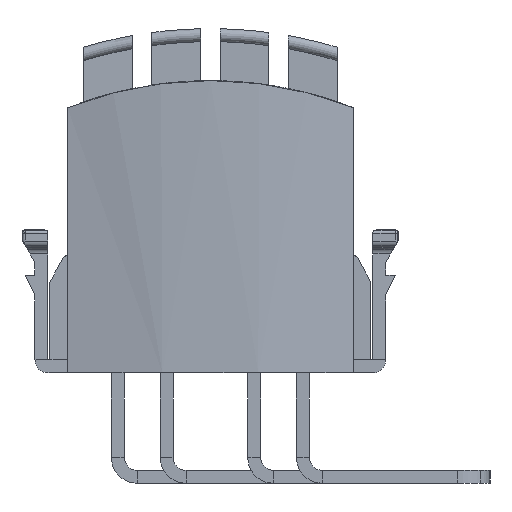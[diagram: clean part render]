
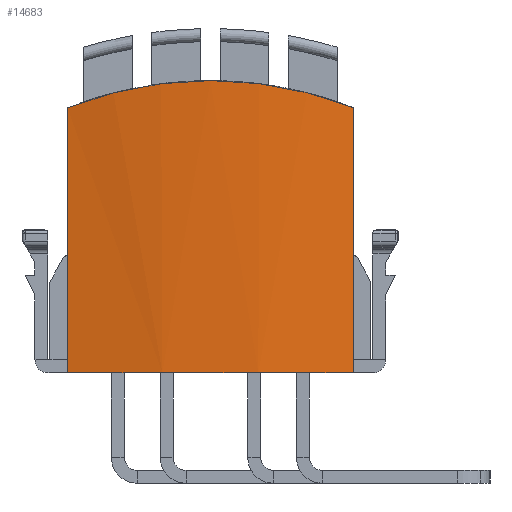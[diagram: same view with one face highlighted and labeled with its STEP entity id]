
A CAD part, left-side view. The second image highlights one B-rep face of the part: STEP entity #14683.
In plain terms, the highlighted cylindrical face has radius 100 mm (diameter 200 mm), a partial arc.
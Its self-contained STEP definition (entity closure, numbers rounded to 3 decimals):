
#14683=ADVANCED_FACE('',(#29855),#29856,.T.);
#29855=FACE_OUTER_BOUND('',#47049,.T.);
#29856=CYLINDRICAL_SURFACE('',#47050,100.0);
#47049=EDGE_LOOP('',(#93798,#93799,#93800,#93801,#93802));
#47050=AXIS2_PLACEMENT_3D('',#93803,#93804,#93805);
#93798=ORIENTED_EDGE('',*,*,#97768,.F.);
#93799=ORIENTED_EDGE('',*,*,#99027,.F.);
#93800=ORIENTED_EDGE('',*,*,#99026,.F.);
#93801=ORIENTED_EDGE('',*,*,#97871,.F.);
#93802=ORIENTED_EDGE('',*,*,#100439,.F.);
#93803=CARTESIAN_POINT('',(100.0,43.05,17.));
#93804=DIRECTION('',(0.0,0.0,-1.0));
#93805=DIRECTION('',(0.975,0.22,0.0));
#97768=EDGE_CURVE('',#118929,#118931,#118932,.T.);
#97871=EDGE_CURVE('',#119134,#119136,#119137,.T.);
#99026=EDGE_CURVE('',#119136,#120935,#120936,.T.);
#99027=EDGE_CURVE('',#120935,#118929,#120937,.T.);
#100439=EDGE_CURVE('',#118931,#119134,#123630,.T.);
#118929=VERTEX_POINT('',#148916);
#118931=VERTEX_POINT('',#148919);
#118932=LINE('',#148920,#148921);
#119134=VERTEX_POINT('',#149223);
#119136=VERTEX_POINT('',#149226);
#119137=LINE('',#149227,#149228);
#120935=VERTEX_POINT('',#153302);
#120936=B_SPLINE_CURVE_WITH_KNOTS('',3,(#153303,#153304,#153305,#153306,#153307,#153308),.UNSPECIFIED.,.F.,.F.,(4,2,4),(0.,0.5,1.0),.UNSPECIFIED.);
#120937=B_SPLINE_CURVE_WITH_KNOTS('',3,(#153309,#153310,#153311,#153312,#153313,#153314),.UNSPECIFIED.,.F.,.F.,(4,2,4),(0.0,0.5,1.0),.UNSPECIFIED.);
#123630=CIRCLE('',#159813,100.0);
#148916=CARTESIAN_POINT('',(2.45,21.05,57.821));
#148919=CARTESIAN_POINT('',(2.45,21.05,17.));
#148920=CARTESIAN_POINT('',(2.45,21.05,17.));
#148921=VECTOR('',#206408,1.0);
#149223=CARTESIAN_POINT('',(2.45,65.05,17.));
#149226=CARTESIAN_POINT('',(2.45,65.05,57.821));
#149227=CARTESIAN_POINT('',(2.45,65.05,17.));
#149228=VECTOR('',#206510,1.0);
#153302=CARTESIAN_POINT('',(0.0,43.05,62.));
#153303=CARTESIAN_POINT('',(2.45,65.05,57.821));
#153304=CARTESIAN_POINT('',(1.668,61.581,59.188));
#153305=CARTESIAN_POINT('',(1.057,58.012,60.225));
#153306=CARTESIAN_POINT('',(0.222,50.669,61.632));
#153307=CARTESIAN_POINT('',(0.0,46.863,62.));
#153308=CARTESIAN_POINT('',(0.0,43.05,62.));
#153309=CARTESIAN_POINT('',(0.0,43.05,62.));
#153310=CARTESIAN_POINT('',(0.0,39.235,62.));
#153311=CARTESIAN_POINT('',(0.217,35.494,61.64));
#153312=CARTESIAN_POINT('',(1.047,28.149,60.24));
#153313=CARTESIAN_POINT('',(1.667,24.521,59.189));
#153314=CARTESIAN_POINT('',(2.45,21.05,57.821));
#159813=AXIS2_PLACEMENT_3D('',#209815,#209816,#209817);
#206408=DIRECTION('',(0.0,0.0,-1.0));
#206510=DIRECTION('',(0.0,0.0,1.0));
#209815=CARTESIAN_POINT('',(100.0,43.05,17.));
#209816=DIRECTION('',(-0.0,0.0,-1.0));
#209817=DIRECTION('',(-0.975,-0.22,0.0));
